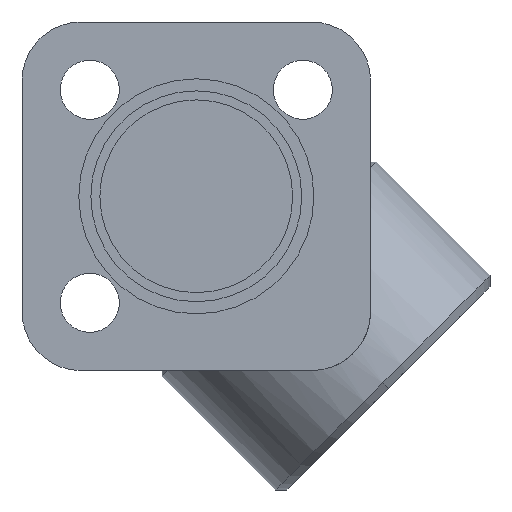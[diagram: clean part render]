
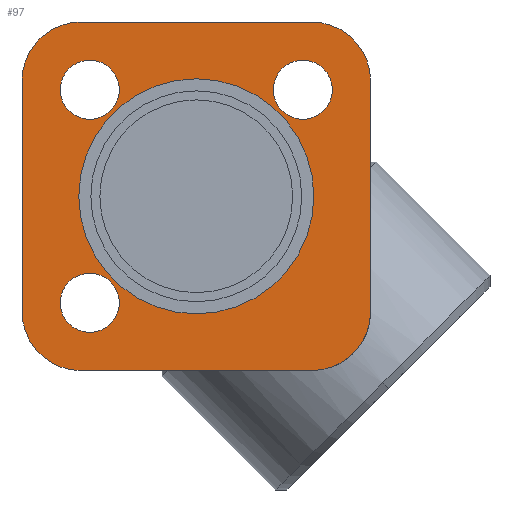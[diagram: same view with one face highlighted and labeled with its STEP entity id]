
A CAD part, front view. The second image highlights one B-rep face of the part: STEP entity #97.
In plain terms, the highlighted planar face has unit normal (0, -1, 0).
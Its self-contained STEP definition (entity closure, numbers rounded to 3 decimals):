
#97=ADVANCED_FACE('',(#207,#208,#209,#210,#211),#212,.F.);
#207=FACE_BOUND('',#321,.T.);
#208=FACE_BOUND('',#322,.T.);
#209=FACE_BOUND('',#323,.T.);
#210=FACE_BOUND('',#324,.T.);
#211=FACE_OUTER_BOUND('',#325,.T.);
#212=PLANE('',#326);
#321=EDGE_LOOP('',(#730,#731));
#322=EDGE_LOOP('',(#732,#733));
#323=EDGE_LOOP('',(#734,#735));
#324=EDGE_LOOP('',(#736,#737));
#325=EDGE_LOOP('',(#738,#739,#740,#741,#742,#743,#744,#745));
#326=AXIS2_PLACEMENT_3D('',#746,#747,#748);
#730=ORIENTED_EDGE('',*,*,#807,.T.);
#731=ORIENTED_EDGE('',*,*,#806,.T.);
#732=ORIENTED_EDGE('',*,*,#857,.T.);
#733=ORIENTED_EDGE('',*,*,#760,.T.);
#734=ORIENTED_EDGE('',*,*,#859,.T.);
#735=ORIENTED_EDGE('',*,*,#756,.T.);
#736=ORIENTED_EDGE('',*,*,#861,.T.);
#737=ORIENTED_EDGE('',*,*,#752,.T.);
#738=ORIENTED_EDGE('',*,*,#833,.T.);
#739=ORIENTED_EDGE('',*,*,#864,.F.);
#740=ORIENTED_EDGE('',*,*,#867,.T.);
#741=ORIENTED_EDGE('',*,*,#870,.F.);
#742=ORIENTED_EDGE('',*,*,#873,.F.);
#743=ORIENTED_EDGE('',*,*,#876,.F.);
#744=ORIENTED_EDGE('',*,*,#879,.T.);
#745=ORIENTED_EDGE('',*,*,#881,.F.);
#746=CARTESIAN_POINT('',(0.,0.,0.));
#747=DIRECTION('',(-0.0,1.0,0.));
#748=DIRECTION('',(1.0,0.0,0.0));
#752=EDGE_CURVE('',#883,#887,#889,.T.);
#756=EDGE_CURVE('',#891,#895,#897,.T.);
#760=EDGE_CURVE('',#899,#903,#905,.T.);
#806=EDGE_CURVE('',#988,#992,#994,.T.);
#807=EDGE_CURVE('',#992,#988,#995,.T.);
#833=EDGE_CURVE('',#1032,#1030,#1033,.T.);
#857=EDGE_CURVE('',#903,#899,#1066,.T.);
#859=EDGE_CURVE('',#895,#891,#1068,.T.);
#861=EDGE_CURVE('',#887,#883,#1070,.T.);
#864=EDGE_CURVE('',#1072,#1030,#1074,.T.);
#867=EDGE_CURVE('',#1072,#1077,#1079,.T.);
#870=EDGE_CURVE('',#1082,#1077,#1084,.T.);
#873=EDGE_CURVE('',#1087,#1082,#1089,.T.);
#876=EDGE_CURVE('',#1092,#1087,#1094,.T.);
#879=EDGE_CURVE('',#1092,#1097,#1099,.T.);
#881=EDGE_CURVE('',#1032,#1097,#1101,.T.);
#883=VERTEX_POINT('',#1103);
#887=VERTEX_POINT('',#1108);
#889=CIRCLE('',#1111,5.0);
#891=VERTEX_POINT('',#1113);
#895=VERTEX_POINT('',#1118);
#897=CIRCLE('',#1121,5.0);
#899=VERTEX_POINT('',#1123);
#903=VERTEX_POINT('',#1128);
#905=CIRCLE('',#1131,5.0);
#988=VERTEX_POINT('',#1315);
#992=VERTEX_POINT('',#1320);
#994=CIRCLE('',#1323,19.89);
#995=CIRCLE('',#1324,19.89);
#1030=VERTEX_POINT('',#1395);
#1032=VERTEX_POINT('',#1398);
#1033=LINE('',#1399,#1400);
#1066=CIRCLE('',#1517,5.0);
#1068=CIRCLE('',#1519,5.0);
#1070=CIRCLE('',#1521,5.0);
#1072=VERTEX_POINT('',#1523);
#1074=CIRCLE('',#1526,10.0);
#1077=VERTEX_POINT('',#1530);
#1079=LINE('',#1533,#1534);
#1082=VERTEX_POINT('',#1537);
#1084=CIRCLE('',#1540,10.0);
#1087=VERTEX_POINT('',#1544);
#1089=LINE('',#1547,#1548);
#1092=VERTEX_POINT('',#1551);
#1094=CIRCLE('',#1554,10.0);
#1097=VERTEX_POINT('',#1558);
#1099=LINE('',#1561,#1562);
#1101=CIRCLE('',#1564,10.0);
#1103=CARTESIAN_POINT('',(-14.496,0.,-14.496));
#1108=CARTESIAN_POINT('',(-21.567,0.,-21.567));
#1111=AXIS2_PLACEMENT_3D('',#1570,#1571,#1572);
#1113=CARTESIAN_POINT('',(-14.496,0.,14.496));
#1118=CARTESIAN_POINT('',(-21.567,0.,21.567));
#1121=AXIS2_PLACEMENT_3D('',#1578,#1579,#1580);
#1123=CARTESIAN_POINT('',(14.496,0.,14.496));
#1128=CARTESIAN_POINT('',(21.567,0.,21.567));
#1131=AXIS2_PLACEMENT_3D('',#1586,#1587,#1588);
#1315=CARTESIAN_POINT('',(-19.89,0.,0.));
#1320=CARTESIAN_POINT('',(19.89,0.,0.));
#1323=AXIS2_PLACEMENT_3D('',#1670,#1671,#1672);
#1324=AXIS2_PLACEMENT_3D('',#1673,#1674,#1675);
#1395=CARTESIAN_POINT('',(19.5,0.,-29.5));
#1398=CARTESIAN_POINT('',(-19.5,0.,-29.5));
#1399=CARTESIAN_POINT('',(0.,0.,-29.5));
#1400=VECTOR('',#1731,1.0);
#1517=AXIS2_PLACEMENT_3D('',#1770,#1771,#1772);
#1519=AXIS2_PLACEMENT_3D('',#1776,#1777,#1778);
#1521=AXIS2_PLACEMENT_3D('',#1782,#1783,#1784);
#1523=CARTESIAN_POINT('',(29.5,0.,-19.5));
#1526=AXIS2_PLACEMENT_3D('',#1789,#1790,#1791);
#1530=CARTESIAN_POINT('',(29.5,0.,19.5));
#1533=CARTESIAN_POINT('',(29.5,0.,-19.5));
#1534=VECTOR('',#1794,1.0);
#1537=CARTESIAN_POINT('',(19.5,0.,29.5));
#1540=AXIS2_PLACEMENT_3D('',#1799,#1800,#1801);
#1544=CARTESIAN_POINT('',(-19.5,0.,29.5));
#1547=CARTESIAN_POINT('',(0.,0.,29.5));
#1548=VECTOR('',#1804,1.0);
#1551=CARTESIAN_POINT('',(-29.5,0.,19.5));
#1554=AXIS2_PLACEMENT_3D('',#1809,#1810,#1811);
#1558=CARTESIAN_POINT('',(-29.5,0.,-19.5));
#1561=CARTESIAN_POINT('',(-29.5,0.,19.5));
#1562=VECTOR('',#1814,1.0);
#1564=AXIS2_PLACEMENT_3D('',#1818,#1819,#1820);
#1570=CARTESIAN_POINT('',(-18.031,0.0,-18.031));
#1571=DIRECTION('',(0.,1.0,0.));
#1572=DIRECTION('',(0.707,0.,0.707));
#1578=CARTESIAN_POINT('',(-18.031,0.0,18.031));
#1579=DIRECTION('',(0.,1.0,0.));
#1580=DIRECTION('',(0.707,0.,-0.707));
#1586=CARTESIAN_POINT('',(18.031,0.0,18.031));
#1587=DIRECTION('',(0.,1.0,0.));
#1588=DIRECTION('',(-0.707,0.,-0.707));
#1670=CARTESIAN_POINT('',(0.0,0.0,0.0));
#1671=DIRECTION('',(0.0,1.0,0.));
#1672=DIRECTION('',(-1.0,0.0,0.0));
#1673=CARTESIAN_POINT('',(0.0,0.0,0.0));
#1674=DIRECTION('',(0.0,1.0,0.));
#1675=DIRECTION('',(-1.0,0.0,0.0));
#1731=DIRECTION('',(1.0,0.,0.));
#1770=CARTESIAN_POINT('',(18.031,0.0,18.031));
#1771=DIRECTION('',(0.,1.0,0.));
#1772=DIRECTION('',(-0.707,0.,-0.707));
#1776=CARTESIAN_POINT('',(-18.031,0.0,18.031));
#1777=DIRECTION('',(0.,1.0,0.));
#1778=DIRECTION('',(0.707,0.,-0.707));
#1782=CARTESIAN_POINT('',(-18.031,0.0,-18.031));
#1783=DIRECTION('',(0.,1.0,0.));
#1784=DIRECTION('',(0.707,0.,0.707));
#1789=CARTESIAN_POINT('',(19.5,0.,-19.5));
#1790=DIRECTION('',(-0.0,1.0,0.));
#1791=DIRECTION('',(1.0,0.0,0.0));
#1794=DIRECTION('',(0.0,0.,1.0));
#1799=CARTESIAN_POINT('',(19.5,0.,19.5));
#1800=DIRECTION('',(-0.0,1.0,0.));
#1801=DIRECTION('',(1.0,0.0,0.0));
#1804=DIRECTION('',(1.0,0.,0.));
#1809=CARTESIAN_POINT('',(-19.5,0.,19.5));
#1810=DIRECTION('',(-0.0,1.0,0.));
#1811=DIRECTION('',(1.0,0.0,0.0));
#1814=DIRECTION('',(0.,0.,-1.0));
#1818=CARTESIAN_POINT('',(-19.5,0.,-19.5));
#1819=DIRECTION('',(-0.0,1.0,0.));
#1820=DIRECTION('',(1.0,0.0,0.0));
